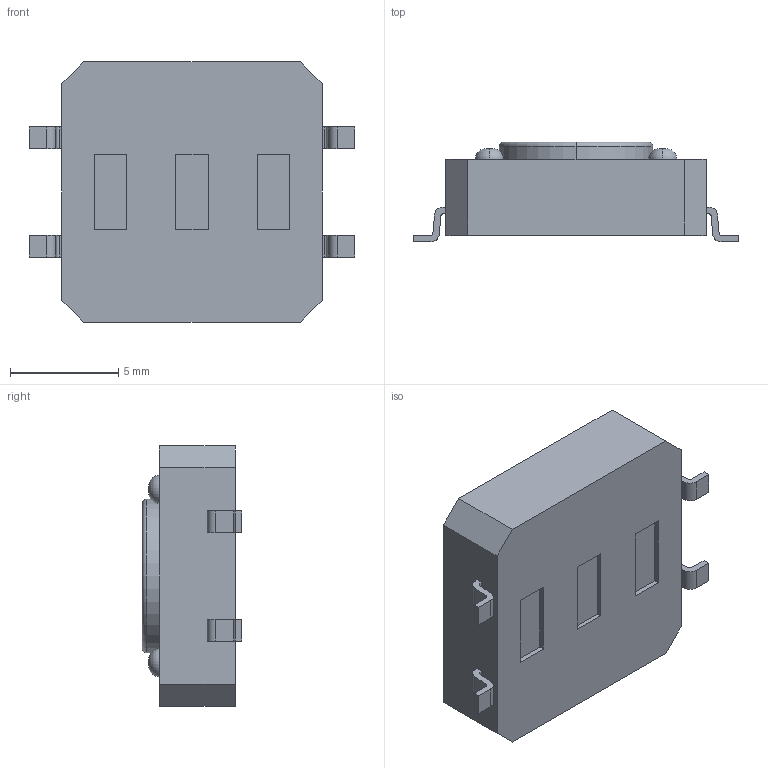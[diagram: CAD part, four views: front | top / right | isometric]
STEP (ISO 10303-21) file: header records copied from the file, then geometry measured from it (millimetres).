
FILE_DESCRIPTION (( 'STEP AP214' ), '1' );
FILE_NAME ('TL3300DF260Q.STEP', '2023-03-07T00:26:36', ( '' ), ( '' ), 'SwSTEP 2.0', 'SolidWorks 2021', '' );
FILE_SCHEMA (( 'AUTOMOTIVE_DESIGN' ));
Length unit declared in the file: millimetre
Products named in the file (1): TL3300DF160Q
Bounding box: 15 x 4.6 x 12 mm (x, y, z)
Volume: 529.5 mm3; surface area: 762.1 mm2
Topology: 7 solids, 7 shells, 136 faces, 332 edges, 218 vertices
Faces by surface type: plane 90, cylinder 36, torus 10
Entity records: 4096 total; most frequent: DIRECTION 698, CARTESIAN_POINT 687, ORIENTED_EDGE 664, EDGE_CURVE 332, LINE 240, VECTOR 240, AXIS2_PLACEMENT_3D 229, VERTEX_POINT 218
